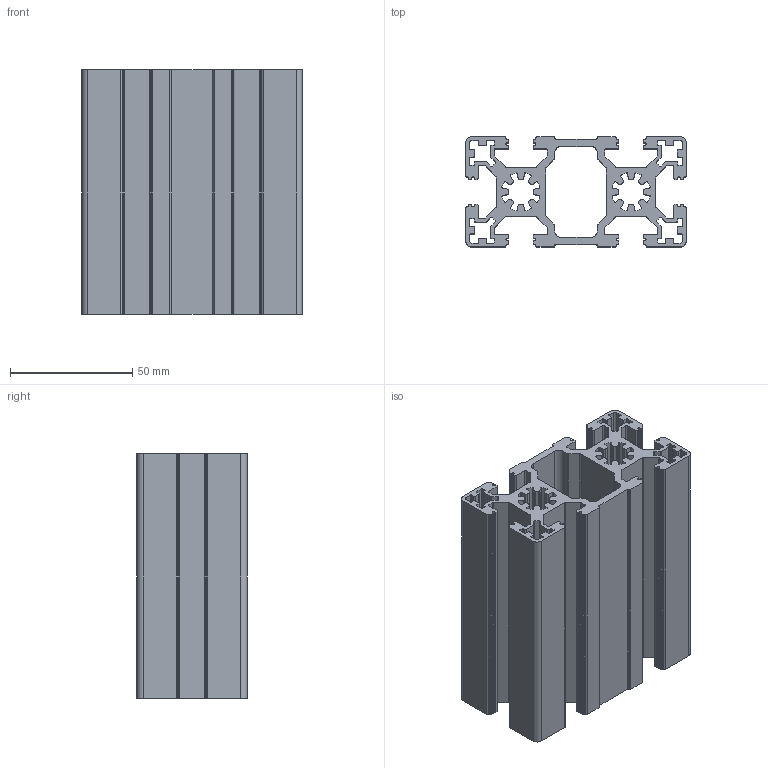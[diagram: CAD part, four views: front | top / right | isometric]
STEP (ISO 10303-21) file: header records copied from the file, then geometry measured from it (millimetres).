
FILE_DESCRIPTION (( 'STEP AP203' ), '1' );
FILE_NAME ('JL-10-4590EC.STEP', '2019-07-24T05:52:19', ( 'User' ), ( 'China' ), 'SwSTEP 2.0', 'SolidWorks 2015', '' );
FILE_SCHEMA (( 'CONFIG_CONTROL_DESIGN' ));
Length unit declared in the file: millimetre
Products named in the file (1): JL-10-4590EC
Bounding box: 90 x 45 x 100 mm (x, y, z)
Volume: 145494.3 mm3; surface area: 103600.1 mm2
Topology: 1 solids, 1 shells, 773 faces, 2286 edges, 1524 vertices
Faces by surface type: plane 384, cylinder 361, bspline 28
Entity records: 26999 total; most frequent: CARTESIAN_POINT 5692, ORIENTED_EDGE 4572, DIRECTION 4444, EDGE_CURVE 2286, VERTEX_POINT 1524, LINE 1508, VECTOR 1508, AXIS2_PLACEMENT_3D 1468
